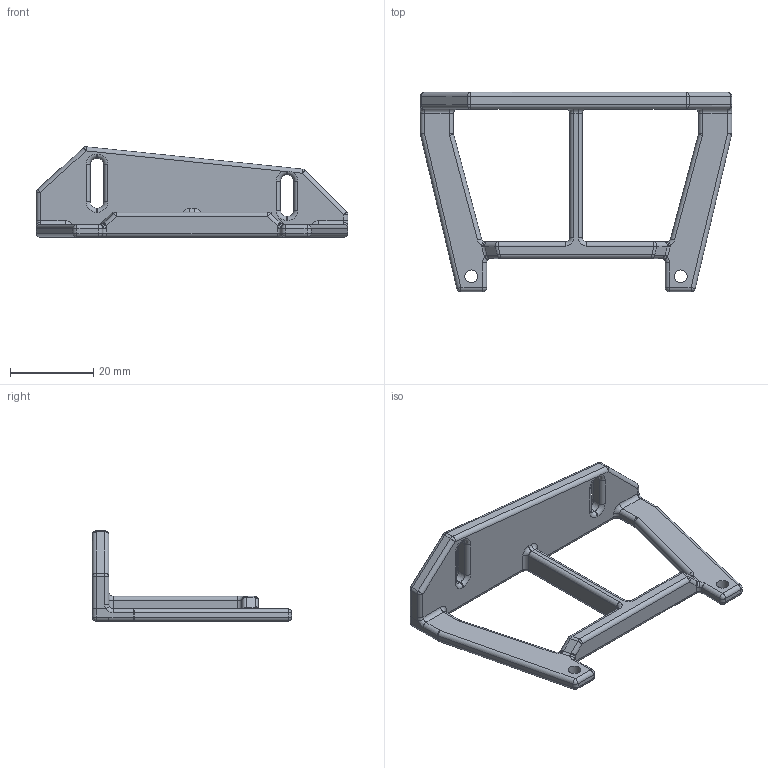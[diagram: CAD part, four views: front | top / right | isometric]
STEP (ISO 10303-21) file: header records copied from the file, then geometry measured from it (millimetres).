
FILE_DESCRIPTION(('HOOPS Exchange Step'),'2;1');
FILE_NAME('temp_export','2022-07-26T21:22:52+08:00',('mobile'),('Shapr3D Limited'),'HOOPS Exchange 2022.1','Shapr3D','Authorized');
FILE_SCHEMA( ('AP203_CONFIGURATION_CONTROLLED_3D_DESIGN_OF_MECHANICAL_PARTS_AND_ASSEMBLIES_MIM_LF') );
Length unit declared in the file: millimetre
Products named in the file (1): root
Bounding box: 75.02 x 48 x 21.77 mm (x, y, z)
Volume: 8516.1 mm3; surface area: 6324.1 mm2
Topology: 1 solids, 1 shells, 229 faces, 548 edges, 290 vertices
Faces by surface type: cylinder 112, torus 42, plane 38, sphere 27, bspline 10
Full cylindrical faces by diameter (mm): 3.1 x2
Entity records: 7282 total; most frequent: CARTESIAN_POINT 1989, DIRECTION 1232, ORIENTED_EDGE 1042, EDGE_CURVE 521, AXIS2_PLACEMENT_3D 505, VERTEX_POINT 290, CIRCLE 271, EDGE_LOOP 237
